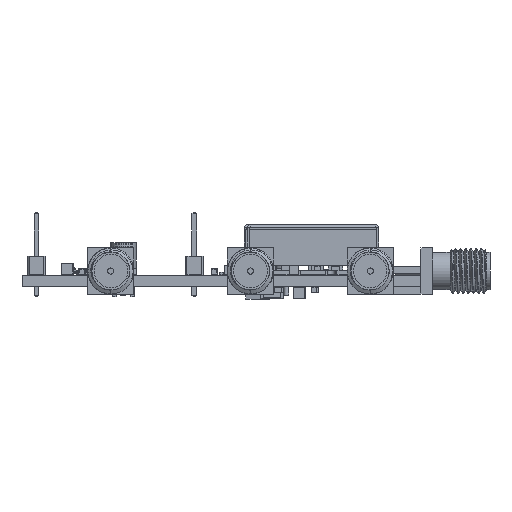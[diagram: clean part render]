
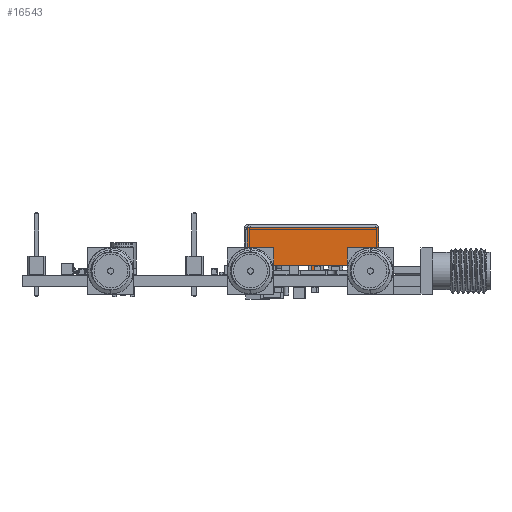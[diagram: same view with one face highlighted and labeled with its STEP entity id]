
A CAD part, left-side view. The second image highlights one B-rep face of the part: STEP entity #16543.
In plain terms, the highlighted face is planar.
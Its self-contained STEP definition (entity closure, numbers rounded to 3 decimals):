
#16345 = VERTEX_POINT('',#16346);
#16346 = CARTESIAN_POINT('',(9.625,-1.27,0.7));
#16361 = VERTEX_POINT('',#16362);
#16362 = CARTESIAN_POINT('',(9.175,-1.27,0.7));
#16368 = EDGE_CURVE('',#16369,#16361,#16371,.T.);
#16369 = VERTEX_POINT('',#16370);
#16370 = CARTESIAN_POINT('',(0.35,-1.27,0.7));
#16371 = LINE('',#16372,#16373);
#16372 = CARTESIAN_POINT('',(9.4,-1.27,0.7));
#16373 = VECTOR('',#16374,1.);
#16374 = DIRECTION('',(1.,0.,0.));
#16425 = VERTEX_POINT('',#16426);
#16426 = CARTESIAN_POINT('',(18.45,-1.27,0.7));
#16432 = EDGE_CURVE('',#16345,#16425,#16433,.T.);
#16433 = LINE('',#16434,#16435);
#16434 = CARTESIAN_POINT('',(9.4,-1.27,0.7));
#16435 = VECTOR('',#16436,1.);
#16436 = DIRECTION('',(1.,0.,0.));
#16500 = EDGE_CURVE('',#16501,#16369,#16503,.T.);
#16501 = VERTEX_POINT('',#16502);
#16502 = CARTESIAN_POINT('',(0.35,-6.47,0.7));
#16503 = LINE('',#16504,#16505);
#16504 = CARTESIAN_POINT('',(0.35,-6.87,0.7));
#16505 = VECTOR('',#16506,1.);
#16506 = DIRECTION('',(0.,1.,0.));
#16543 = ADVANCED_FACE('',(#16544),#16585,.F.);
#16544 = FACE_BOUND('',#16545,.T.);
#16545 = EDGE_LOOP('',(#16546,#16554,#16560,#16561,#16562,#16570,#16578,
    #16584));
#16546 = ORIENTED_EDGE('',*,*,#16547,.F.);
#16547 = EDGE_CURVE('',#16548,#16425,#16550,.T.);
#16548 = VERTEX_POINT('',#16549);
#16549 = CARTESIAN_POINT('',(18.45,-6.47,0.7));
#16550 = LINE('',#16551,#16552);
#16551 = CARTESIAN_POINT('',(18.45,-6.87,0.7));
#16552 = VECTOR('',#16553,1.);
#16553 = DIRECTION('',(0.,1.,0.));
#16554 = ORIENTED_EDGE('',*,*,#16555,.F.);
#16555 = EDGE_CURVE('',#16501,#16548,#16556,.T.);
#16556 = LINE('',#16557,#16558);
#16557 = CARTESIAN_POINT('',(0.35,-6.47,0.7));
#16558 = VECTOR('',#16559,1.);
#16559 = DIRECTION('',(1.,0.,0.));
#16560 = ORIENTED_EDGE('',*,*,#16500,.T.);
#16561 = ORIENTED_EDGE('',*,*,#16368,.T.);
#16562 = ORIENTED_EDGE('',*,*,#16563,.T.);
#16563 = EDGE_CURVE('',#16361,#16564,#16566,.T.);
#16564 = VERTEX_POINT('',#16565);
#16565 = CARTESIAN_POINT('',(9.175,-0.57,0.7));
#16566 = LINE('',#16567,#16568);
#16567 = CARTESIAN_POINT('',(9.175,-0.92,0.7));
#16568 = VECTOR('',#16569,1.);
#16569 = DIRECTION('',(0.,1.,0.));
#16570 = ORIENTED_EDGE('',*,*,#16571,.T.);
#16571 = EDGE_CURVE('',#16564,#16572,#16574,.T.);
#16572 = VERTEX_POINT('',#16573);
#16573 = CARTESIAN_POINT('',(9.625,-0.57,0.7));
#16574 = LINE('',#16575,#16576);
#16575 = CARTESIAN_POINT('',(9.4,-0.57,0.7));
#16576 = VECTOR('',#16577,1.);
#16577 = DIRECTION('',(1.,0.,0.));
#16578 = ORIENTED_EDGE('',*,*,#16579,.F.);
#16579 = EDGE_CURVE('',#16345,#16572,#16580,.T.);
#16580 = LINE('',#16581,#16582);
#16581 = CARTESIAN_POINT('',(9.625,-0.92,0.7));
#16582 = VECTOR('',#16583,1.);
#16583 = DIRECTION('',(0.,1.,0.));
#16584 = ORIENTED_EDGE('',*,*,#16432,.T.);
#16585 = PLANE('',#16586);
#16586 = AXIS2_PLACEMENT_3D('',#16587,#16588,#16589);
#16587 = CARTESIAN_POINT('',(9.4,-6.87,0.7));
#16588 = DIRECTION('',(0.,0.,1.));
#16589 = DIRECTION('',(1.,0.,0.));
